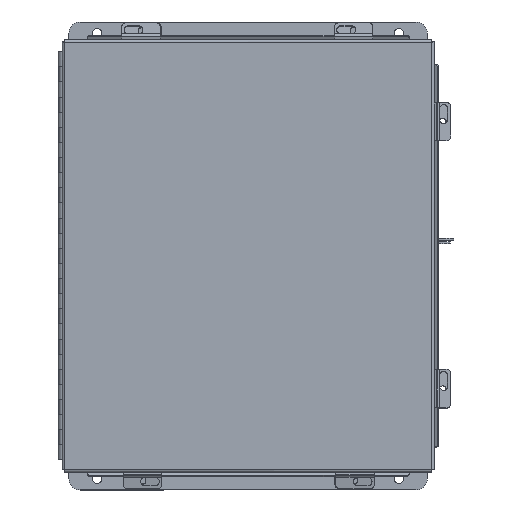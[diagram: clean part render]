
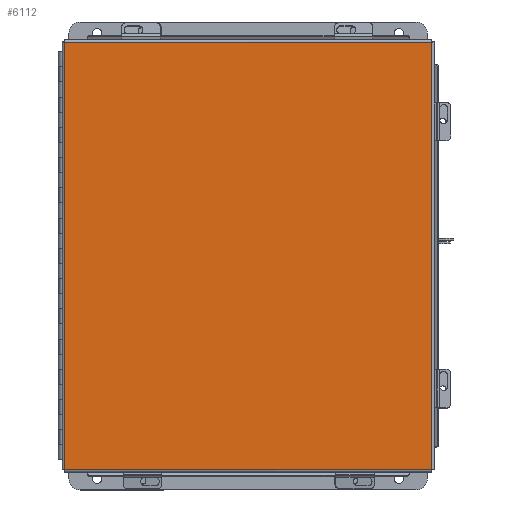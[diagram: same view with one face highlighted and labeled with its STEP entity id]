
A CAD part, top view. The second image highlights one B-rep face of the part: STEP entity #6112.
In plain terms, the highlighted face is planar.
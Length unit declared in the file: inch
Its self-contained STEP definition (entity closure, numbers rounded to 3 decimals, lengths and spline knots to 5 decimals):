
#663 = EDGE_LOOP ( 'NONE', ( #4328, #13747, #6891, #17795 ) ) ;
#664 = VERTEX_POINT ( 'NONE', #17411 ) ;
#750 = CARTESIAN_POINT ( 'NONE',  ( 0., 0., -0.0747 ) ) ;
#810 = VECTOR ( 'NONE', #14936, 39.37008 ) ;
#840 = LINE ( 'NONE', #13599, #3779 ) ;
#1048 = CARTESIAN_POINT ( 'NONE',  ( 6.06855, 7.07448, -0.0747 ) ) ;
#2204 = PLANE ( 'NONE',  #15102 ) ;
#3549 = CARTESIAN_POINT ( 'NONE',  ( -6.06855, -7.07448, -0.0747 ) ) ;
#3779 = VECTOR ( 'NONE', #7810, 39.37008 ) ;
#3799 = CARTESIAN_POINT ( 'NONE',  ( 6.07448, -7.06855, -0.0747 ) ) ;
#4328 = ORIENTED_EDGE ( 'NONE', *, *, #12019, .T. ) ;
#4888 = VERTEX_POINT ( 'NONE', #5035 ) ;
#5035 = CARTESIAN_POINT ( 'NONE',  ( 6.06855, -7.06855, -0.0747 ) ) ;
#5115 = DIRECTION ( 'NONE',  ( 0., 0., -1. ) ) ;
#6112 = ADVANCED_FACE ( 'NONE', ( #11054 ), #2204, .T. ) ;
#6697 = EDGE_CURVE ( 'NONE', #664, #4888, #17340, .T. ) ;
#6891 = ORIENTED_EDGE ( 'NONE', *, *, #14532, .T. ) ;
#7810 = DIRECTION ( 'NONE',  ( 1., 0., 0. ) ) ;
#8468 = LINE ( 'NONE', #3549, #810 ) ;
#9245 = EDGE_CURVE ( 'NONE', #16379, #13146, #8468, .T. ) ;
#9685 = VECTOR ( 'NONE', #16747, 39.37008 ) ;
#10506 = CARTESIAN_POINT ( 'NONE',  ( -6.06855, -7.06855, -0.0747 ) ) ;
#11054 = FACE_OUTER_BOUND ( 'NONE', #663, .T. ) ;
#12019 = EDGE_CURVE ( 'NONE', #13146, #664, #840, .T. ) ;
#12376 = DIRECTION ( 'NONE',  ( -1., 0., 0. ) ) ;
#13146 = VERTEX_POINT ( 'NONE', #14821 ) ;
#13599 = CARTESIAN_POINT ( 'NONE',  ( -6.07448, 7.06855, -0.0747 ) ) ;
#13739 = VECTOR ( 'NONE', #12376, 39.37008 ) ;
#13747 = ORIENTED_EDGE ( 'NONE', *, *, #6697, .T. ) ;
#14532 = EDGE_CURVE ( 'NONE', #4888, #16379, #17597, .T. ) ;
#14821 = CARTESIAN_POINT ( 'NONE',  ( -6.06855, 7.06855, -0.0747 ) ) ;
#14936 = DIRECTION ( 'NONE',  ( 0., 1., 0. ) ) ;
#15102 = AXIS2_PLACEMENT_3D ( 'NONE', #750, #5115, #15119 ) ;
#15119 = DIRECTION ( 'NONE',  ( -1., 0., 0. ) ) ;
#16379 = VERTEX_POINT ( 'NONE', #10506 ) ;
#16747 = DIRECTION ( 'NONE',  ( 0., -1., 0. ) ) ;
#17340 = LINE ( 'NONE', #1048, #9685 ) ;
#17411 = CARTESIAN_POINT ( 'NONE',  ( 6.06855, 7.06855, -0.0747 ) ) ;
#17597 = LINE ( 'NONE', #3799, #13739 ) ;
#17795 = ORIENTED_EDGE ( 'NONE', *, *, #9245, .T. ) ;
